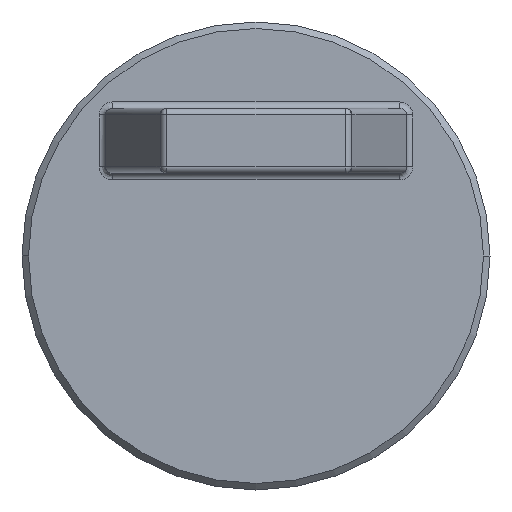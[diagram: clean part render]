
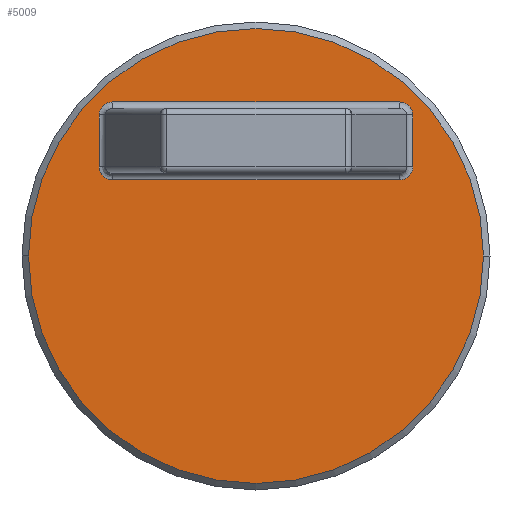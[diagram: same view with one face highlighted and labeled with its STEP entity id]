
A CAD part, front view. The second image highlights one B-rep face of the part: STEP entity #5009.
In plain terms, the highlighted planar face has unit normal (0, -1, 0).
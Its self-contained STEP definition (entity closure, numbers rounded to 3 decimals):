
#4519=CARTESIAN_POINT('Line Origine',(20.,-4.,140.1)) ;
#4523=CARTESIAN_POINT('Vertex',(31.004,-4.,140.1)) ;
#4525=CARTESIAN_POINT('Vertex',(8.996,-4.,140.1)) ;
#4606=CARTESIAN_POINT('Control Point',(7.932,-4.,139.1)) ;
#4607=CARTESIAN_POINT('Control Point',(7.932,-4.,139.186)) ;
#4608=CARTESIAN_POINT('Control Point',(7.942,-4.,139.271)) ;
#4609=CARTESIAN_POINT('Control Point',(7.962,-4.,139.356)) ;
#4610=CARTESIAN_POINT('Control Point',(8.01,-4.,139.493)) ;
#4611=CARTESIAN_POINT('Control Point',(8.083,-4.,139.618)) ;
#4612=CARTESIAN_POINT('Control Point',(8.116,-4.,139.666)) ;
#4613=CARTESIAN_POINT('Control Point',(8.191,-4.,139.759)) ;
#4614=CARTESIAN_POINT('Control Point',(8.277,-4.,139.84)) ;
#4615=CARTESIAN_POINT('Control Point',(8.324,-4.,139.878)) ;
#4616=CARTESIAN_POINT('Control Point',(8.422,-4.,139.947)) ;
#4617=CARTESIAN_POINT('Control Point',(8.529,-4.,140.001)) ;
#4618=CARTESIAN_POINT('Control Point',(8.585,-4.,140.025)) ;
#4619=CARTESIAN_POINT('Control Point',(8.699,-4.,140.064)) ;
#4620=CARTESIAN_POINT('Control Point',(8.817,-4.,140.088)) ;
#4621=CARTESIAN_POINT('Control Point',(8.877,-4.,140.096)) ;
#4622=CARTESIAN_POINT('Control Point',(8.936,-4.,140.1)) ;
#4623=CARTESIAN_POINT('Control Point',(8.996,-4.,140.1)) ;
#4624=CARTESIAN_POINT('Vertex',(7.932,-4.,139.1)) ;
#4646=CARTESIAN_POINT('Line Origine',(7.932,-4.,128.25)) ;
#4650=CARTESIAN_POINT('Vertex',(7.932,-4.,135.1)) ;
#4721=CARTESIAN_POINT('Control Point',(8.996,-4.,134.1)) ;
#4722=CARTESIAN_POINT('Control Point',(8.902,-4.,134.1)) ;
#4723=CARTESIAN_POINT('Control Point',(8.808,-4.,134.11)) ;
#4724=CARTESIAN_POINT('Control Point',(8.715,-4.,134.129)) ;
#4725=CARTESIAN_POINT('Control Point',(8.569,-4.,134.177)) ;
#4726=CARTESIAN_POINT('Control Point',(8.434,-4.,134.248)) ;
#4727=CARTESIAN_POINT('Control Point',(8.384,-4.,134.279)) ;
#4728=CARTESIAN_POINT('Control Point',(8.289,-4.,134.347)) ;
#4729=CARTESIAN_POINT('Control Point',(8.205,-4.,134.428)) ;
#4730=CARTESIAN_POINT('Control Point',(8.166,-4.,134.471)) ;
#4731=CARTESIAN_POINT('Control Point',(8.06,-4.,134.605)) ;
#4732=CARTESIAN_POINT('Control Point',(7.984,-4.,134.761)) ;
#4733=CARTESIAN_POINT('Control Point',(7.95,-4.,134.872)) ;
#4734=CARTESIAN_POINT('Control Point',(7.932,-4.,134.986)) ;
#4735=CARTESIAN_POINT('Control Point',(7.932,-4.,135.1)) ;
#4736=CARTESIAN_POINT('Vertex',(8.996,-4.,134.1)) ;
#4758=CARTESIAN_POINT('Line Origine',(20.,-4.,134.1)) ;
#4762=CARTESIAN_POINT('Vertex',(31.004,-4.,134.1)) ;
#4838=CARTESIAN_POINT('Control Point',(32.068,-4.,135.1)) ;
#4839=CARTESIAN_POINT('Control Point',(32.068,-4.,135.014)) ;
#4840=CARTESIAN_POINT('Control Point',(32.058,-4.,134.929)) ;
#4841=CARTESIAN_POINT('Control Point',(32.038,-4.,134.844)) ;
#4842=CARTESIAN_POINT('Control Point',(31.99,-4.,134.707)) ;
#4843=CARTESIAN_POINT('Control Point',(31.917,-4.,134.582)) ;
#4844=CARTESIAN_POINT('Control Point',(31.884,-4.,134.534)) ;
#4845=CARTESIAN_POINT('Control Point',(31.809,-4.,134.441)) ;
#4846=CARTESIAN_POINT('Control Point',(31.723,-4.,134.36)) ;
#4847=CARTESIAN_POINT('Control Point',(31.676,-4.,134.322)) ;
#4848=CARTESIAN_POINT('Control Point',(31.578,-4.,134.253)) ;
#4849=CARTESIAN_POINT('Control Point',(31.471,-4.,134.199)) ;
#4850=CARTESIAN_POINT('Control Point',(31.415,-4.,134.175)) ;
#4851=CARTESIAN_POINT('Control Point',(31.301,-4.,134.136)) ;
#4852=CARTESIAN_POINT('Control Point',(31.183,-4.,134.112)) ;
#4853=CARTESIAN_POINT('Control Point',(31.123,-4.,134.104)) ;
#4854=CARTESIAN_POINT('Control Point',(31.064,-4.,134.1)) ;
#4855=CARTESIAN_POINT('Control Point',(31.004,-4.,134.1)) ;
#4856=CARTESIAN_POINT('Vertex',(32.068,-4.,135.1)) ;
#4878=CARTESIAN_POINT('Line Origine',(32.068,-4.,128.25)) ;
#4882=CARTESIAN_POINT('Vertex',(32.068,-4.,139.1)) ;
#4953=CARTESIAN_POINT('Control Point',(31.004,-4.,140.1)) ;
#4954=CARTESIAN_POINT('Control Point',(31.098,-4.,140.1)) ;
#4955=CARTESIAN_POINT('Control Point',(31.192,-4.,140.09)) ;
#4956=CARTESIAN_POINT('Control Point',(31.285,-4.,140.071)) ;
#4957=CARTESIAN_POINT('Control Point',(31.431,-4.,140.023)) ;
#4958=CARTESIAN_POINT('Control Point',(31.566,-4.,139.952)) ;
#4959=CARTESIAN_POINT('Control Point',(31.616,-4.,139.921)) ;
#4960=CARTESIAN_POINT('Control Point',(31.711,-4.,139.853)) ;
#4961=CARTESIAN_POINT('Control Point',(31.795,-4.,139.772)) ;
#4962=CARTESIAN_POINT('Control Point',(31.834,-4.,139.729)) ;
#4963=CARTESIAN_POINT('Control Point',(31.94,-4.,139.595)) ;
#4964=CARTESIAN_POINT('Control Point',(32.016,-4.,139.439)) ;
#4965=CARTESIAN_POINT('Control Point',(32.05,-4.,139.328)) ;
#4966=CARTESIAN_POINT('Control Point',(32.068,-4.,139.214)) ;
#4967=CARTESIAN_POINT('Control Point',(32.068,-4.,139.1)) ;
#4976=CARTESIAN_POINT('Axis2P3D Location',(0.,-4.,0.)) ;
#4981=CARTESIAN_POINT('Axis2P3D Location',(20.,-4.,128.25)) ;
#4985=CARTESIAN_POINT('Vertex',(37.5,-4.,128.25)) ;
#4987=CARTESIAN_POINT('Vertex',(2.5,-4.,128.25)) ;
#4990=CARTESIAN_POINT('Axis2P3D Location',(20.,-4.,128.25)) ;
#4520=DIRECTION('Vector Direction',(-1.,0.,0.)) ;
#4647=DIRECTION('Vector Direction',(0.,0.,1.)) ;
#4759=DIRECTION('Vector Direction',(-1.,0.,0.)) ;
#4879=DIRECTION('Vector Direction',(0.,0.,1.)) ;
#4977=DIRECTION('Axis2P3D Direction',(0.,-1.,0.)) ;
#4978=DIRECTION('Axis2P3D XDirection',(1.,0.,0.)) ;
#4982=DIRECTION('Axis2P3D Direction',(0.,-1.,0.)) ;
#4991=DIRECTION('Axis2P3D Direction',(0.,-1.,0.)) ;
#4979=AXIS2_PLACEMENT_3D('Plane Axis2P3D',#4976,#4977,#4978) ;
#4983=AXIS2_PLACEMENT_3D('Circle Axis2P3D',#4981,#4982,$) ;
#4992=AXIS2_PLACEMENT_3D('Circle Axis2P3D',#4990,#4991,$) ;
#4996=ORIENTED_EDGE('',*,*,#4989,.T.) ;
#4997=ORIENTED_EDGE('',*,*,#4994,.T.) ;
#5000=ORIENTED_EDGE('',*,*,#4968,.F.) ;
#5001=ORIENTED_EDGE('',*,*,#4884,.F.) ;
#5002=ORIENTED_EDGE('',*,*,#4858,.F.) ;
#5003=ORIENTED_EDGE('',*,*,#4764,.F.) ;
#5004=ORIENTED_EDGE('',*,*,#4738,.F.) ;
#5005=ORIENTED_EDGE('',*,*,#4652,.F.) ;
#5006=ORIENTED_EDGE('',*,*,#4626,.F.) ;
#5007=ORIENTED_EDGE('',*,*,#4527,.F.) ;
#5008=FACE_BOUND('',#4999,.T.) ;
#4521=VECTOR('Line Direction',#4520,1.) ;
#4648=VECTOR('Line Direction',#4647,1.) ;
#4760=VECTOR('Line Direction',#4759,1.) ;
#4880=VECTOR('Line Direction',#4879,1.) ;
#5009=ADVANCED_FACE('Hauptk\X2\00F6\X0\rper',(#4998,#5008),#4980,.T.) ;
#4605=B_SPLINE_CURVE_WITH_KNOTS('',5,(#4606,#4607,#4608,#4609,#4610,#4611,#4612,#4613,#4614,#4615,#4616,#4617,#4618,#4619,#4620,#4621,#4622,#4623),.UNSPECIFIED.,.F.,.U.,(6,3,3,3,3,6),(2.797,3.276,3.609,3.95,4.296,4.643),.UNSPECIFIED.) ;
#4720=B_SPLINE_CURVE_WITH_KNOTS('',5,(#4721,#4722,#4723,#4724,#4725,#4726,#4727,#4728,#4729,#4730,#4731,#4732,#4733,#4734,#4735),.UNSPECIFIED.,.F.,.U.,(6,3,3,3,6),(2.741,3.285,3.621,3.948,4.587),.UNSPECIFIED.) ;
#4837=B_SPLINE_CURVE_WITH_KNOTS('',5,(#4838,#4839,#4840,#4841,#4842,#4843,#4844,#4845,#4846,#4847,#4848,#4849,#4850,#4851,#4852,#4853,#4854,#4855),.UNSPECIFIED.,.F.,.U.,(6,3,3,3,3,6),(2.797,3.276,3.609,3.95,4.296,4.643),.UNSPECIFIED.) ;
#4952=B_SPLINE_CURVE_WITH_KNOTS('',5,(#4953,#4954,#4955,#4956,#4957,#4958,#4959,#4960,#4961,#4962,#4963,#4964,#4965,#4966,#4967),.UNSPECIFIED.,.F.,.U.,(6,3,3,3,6),(2.741,3.285,3.621,3.948,4.587),.UNSPECIFIED.) ;
#4984=CIRCLE('generated circle',#4983,17.5) ;
#4993=CIRCLE('generated circle',#4992,17.5) ;
#4527=EDGE_CURVE('',#4524,#4526,#4522,.T.) ;
#4626=EDGE_CURVE('',#4526,#4625,#4605,.F.) ;
#4652=EDGE_CURVE('',#4625,#4651,#4649,.F.) ;
#4738=EDGE_CURVE('',#4651,#4737,#4720,.F.) ;
#4764=EDGE_CURVE('',#4737,#4763,#4761,.F.) ;
#4858=EDGE_CURVE('',#4763,#4857,#4837,.F.) ;
#4884=EDGE_CURVE('',#4857,#4883,#4881,.T.) ;
#4968=EDGE_CURVE('',#4883,#4524,#4952,.F.) ;
#4989=EDGE_CURVE('',#4986,#4988,#4984,.T.) ;
#4994=EDGE_CURVE('',#4988,#4986,#4993,.T.) ;
#4995=EDGE_LOOP('',(#4996,#4997)) ;
#4999=EDGE_LOOP('',(#5000,#5001,#5002,#5003,#5004,#5005,#5006,#5007)) ;
#4998=FACE_OUTER_BOUND('',#4995,.T.) ;
#4522=LINE('Line',#4519,#4521) ;
#4649=LINE('Line',#4646,#4648) ;
#4761=LINE('Line',#4758,#4760) ;
#4881=LINE('Line',#4878,#4880) ;
#4980=PLANE('Plane',#4979) ;
#4524=VERTEX_POINT('',#4523) ;
#4526=VERTEX_POINT('',#4525) ;
#4625=VERTEX_POINT('',#4624) ;
#4651=VERTEX_POINT('',#4650) ;
#4737=VERTEX_POINT('',#4736) ;
#4763=VERTEX_POINT('',#4762) ;
#4857=VERTEX_POINT('',#4856) ;
#4883=VERTEX_POINT('',#4882) ;
#4986=VERTEX_POINT('',#4985) ;
#4988=VERTEX_POINT('',#4987) ;
